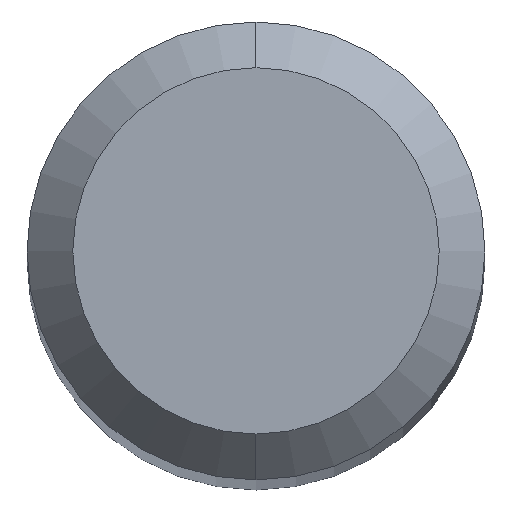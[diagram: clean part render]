
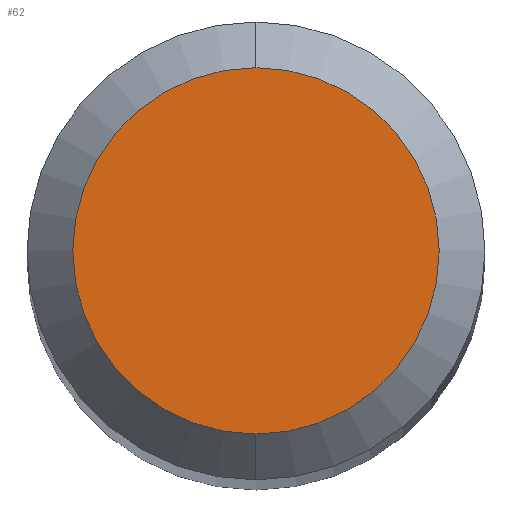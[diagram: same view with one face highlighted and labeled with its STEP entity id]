
A CAD part, top view. The second image highlights one B-rep face of the part: STEP entity #62.
In plain terms, the highlighted planar face has unit normal (0, 0, 1).
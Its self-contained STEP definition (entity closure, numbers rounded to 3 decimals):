
#62=ADVANCED_FACE('',(#137),#138,.T.);
#137=FACE_OUTER_BOUND('',#227,.T.);
#138=PLANE('',#228);
#227=EDGE_LOOP('',(#321,#322));
#228=AXIS2_PLACEMENT_3D('',#323,#324,#325);
#321=ORIENTED_EDGE('',*,*,#469,.F.);
#322=ORIENTED_EDGE('',*,*,#472,.F.);
#323=CARTESIAN_POINT('',(0.,0.6,37.981));
#324=DIRECTION('',(0.,0.,1.0));
#325=DIRECTION('',(0.,-1.0,0.));
#469=EDGE_CURVE('',#549,#551,#552,.T.);
#472=EDGE_CURVE('',#551,#549,#555,.T.);
#549=VERTEX_POINT('',#633);
#551=VERTEX_POINT('',#636);
#552=CIRCLE('',#637,1.2);
#555=CIRCLE('',#641,1.2);
#633=CARTESIAN_POINT('',(0.,1.2,37.981));
#636=CARTESIAN_POINT('',(0.,-1.2,37.981));
#637=AXIS2_PLACEMENT_3D('',#712,#713,#714);
#641=AXIS2_PLACEMENT_3D('',#716,#717,#718);
#712=CARTESIAN_POINT('',(0.,0.0,37.981));
#713=DIRECTION('',(0.,0.0,-1.0));
#714=DIRECTION('',(0.0,1.0,0.0));
#716=CARTESIAN_POINT('',(0.,0.0,37.981));
#717=DIRECTION('',(0.,0.0,-1.0));
#718=DIRECTION('',(0.0,1.0,0.0));
